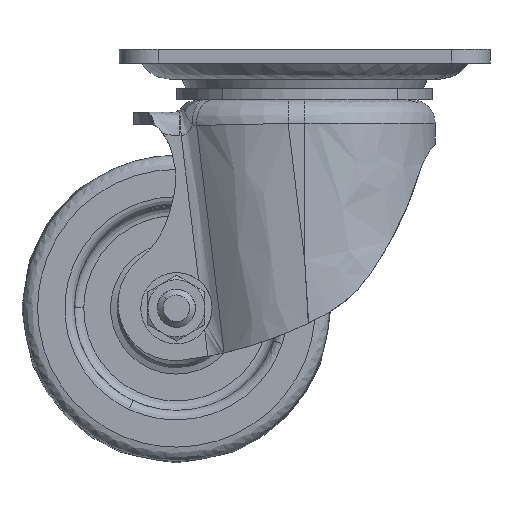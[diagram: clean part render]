
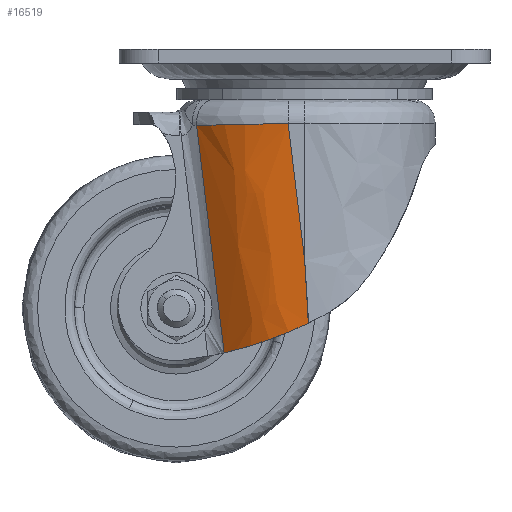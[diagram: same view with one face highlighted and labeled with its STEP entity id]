
A CAD part, front view. The second image highlights one B-rep face of the part: STEP entity #16519.
In plain terms, the highlighted free-form (B-spline) face has degree [1, 2] with [2, 3] control points.
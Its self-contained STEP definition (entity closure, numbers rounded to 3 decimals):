
#12715=CARTESIAN_POINT('',(-3.486,-27.5,-15.599));
#12716=VERTEX_POINT('',#12715);
#12818=CARTESIAN_POINT('',(-22.747,-19.715,-16.018));
#12819=VERTEX_POINT('',#12818);
#12834=CARTESIAN_POINT('',(-3.486,-27.5,-15.599));
#12835=CARTESIAN_POINT('',(-4.817,-27.501,-15.628));
#12836=CARTESIAN_POINT('',(-7.756,-27.29,-15.692));
#12837=CARTESIAN_POINT('',(-11.875,-26.321,-15.781));
#12838=CARTESIAN_POINT('',(-15.632,-24.789,-15.863));
#12839=CARTESIAN_POINT('',(-19.251,-22.721,-15.942));
#12840=CARTESIAN_POINT('',(-21.511,-20.911,-15.991));
#12841=CARTESIAN_POINT('',(-22.747,-19.715,-16.018));
#12842=B_SPLINE_CURVE_WITH_KNOTS('',3,(#12834,#12835,#12836,#12837,#12838,#12839,#12840,#12841),.UNSPECIFIED.,.F.,.U.,(4,1,1,1,1,4),(0.,3.994,8.819,12.646,16.141,21.299),.UNSPECIFIED.);
#12843=EDGE_CURVE('',#12716,#12819,#12842,.T.);
#15051=CARTESIAN_POINT('',(0.765,-27.488,-57.638));
#15052=VERTEX_POINT('',#15051);
#15058=CARTESIAN_POINT('',(0.0,-27.5,-44.438));
#15059=VERTEX_POINT('',#15058);
#15065=CARTESIAN_POINT('',(0.765,-27.488,-57.638));
#15066=CARTESIAN_POINT('',(0.0,-27.5,-44.438));
#15067=QUASI_UNIFORM_CURVE('',1,(#15065,#15066),.UNSPECIFIED.,.F.,.U.);
#15068=EDGE_CURVE('',#15052,#15059,#15067,.T.);
#15129=CARTESIAN_POINT('',(-16.961,-19.715,-63.875));
#15130=VERTEX_POINT('',#15129);
#15140=CARTESIAN_POINT('',(-22.747,-19.715,-16.018));
#15141=CARTESIAN_POINT('',(-16.961,-19.715,-63.875));
#15142=QUASI_UNIFORM_CURVE('',1,(#15140,#15141),.UNSPECIFIED.,.F.,.U.);
#15143=EDGE_CURVE('',#12819,#15130,#15142,.T.);
#15350=CARTESIAN_POINT('',(0.765,-27.488,-57.638));
#15351=CARTESIAN_POINT('',(0.374,-27.475,-57.827));
#15352=CARTESIAN_POINT('',(-0.02,-27.454,-58.014));
#15353=CARTESIAN_POINT('',(-0.615,-27.407,-58.29));
#15354=CARTESIAN_POINT('',(-0.814,-27.389,-58.381));
#15355=CARTESIAN_POINT('',(-1.21,-27.348,-58.561));
#15356=CARTESIAN_POINT('',(-1.408,-27.325,-58.65));
#15357=CARTESIAN_POINT('',(-2.397,-27.2,-59.09));
#15358=CARTESIAN_POINT('',(-3.184,-27.062,-59.426));
#15359=CARTESIAN_POINT('',(-4.749,-26.712,-60.067));
#15360=CARTESIAN_POINT('',(-5.528,-26.499,-60.372));
#15361=CARTESIAN_POINT('',(-7.075,-25.997,-60.952));
#15362=CARTESIAN_POINT('',(-7.843,-25.708,-61.227));
#15363=CARTESIAN_POINT('',(-8.987,-25.215,-61.619));
#15364=CARTESIAN_POINT('',(-9.368,-25.04,-61.746));
#15365=CARTESIAN_POINT('',(-10.125,-24.67,-61.993));
#15366=CARTESIAN_POINT('',(-10.498,-24.476,-62.112));
#15367=CARTESIAN_POINT('',(-11.604,-23.87,-62.456));
#15368=CARTESIAN_POINT('',(-12.322,-23.431,-62.668));
#15369=CARTESIAN_POINT('',(-13.718,-22.486,-63.062));
#15370=CARTESIAN_POINT('',(-14.396,-21.98,-63.244));
#15371=CARTESIAN_POINT('',(-15.71,-20.9,-63.579));
#15372=CARTESIAN_POINT('',(-16.347,-20.325,-63.733));
#15373=CARTESIAN_POINT('',(-16.961,-19.715,-63.875));
#15374=B_SPLINE_CURVE_WITH_KNOTS('',3,(#15350,#15351,#15352,#15353,#15354,#15355,#15356,#15357,#15358,#15359,#15360,#15361,#15362,#15363,#15364,#15365,#15366,#15367,#15368,#15369,#15370,#15371,#15372,#15373),.UNSPECIFIED.,.F.,.U.,(4,2,2,2,2,2,2,2,2,2,2,4),(0.0,0.063,0.094,0.125,0.25,0.375,0.5,0.563,0.625,0.75,0.875,1.0),.UNSPECIFIED.);
#15375=EDGE_CURVE('',#15052,#15130,#15374,.T.);
#16239=CARTESIAN_POINT('',(0.0,-27.5,-44.438));
#16240=CARTESIAN_POINT('',(-3.486,-27.5,-15.599));
#16241=QUASI_UNIFORM_CURVE('',1,(#16239,#16240),.UNSPECIFIED.,.F.,.U.);
#16242=EDGE_CURVE('',#15059,#12716,#16241,.T.);
#16498=CARTESIAN_POINT('',(2.931,-27.491,-62.684));
#16499=CARTESIAN_POINT('',(-3.148,-27.491,-12.404));
#16500=CARTESIAN_POINT('',(-9.178,-27.81,-64.148));
#16501=CARTESIAN_POINT('',(-15.256,-27.81,-13.868));
#16502=CARTESIAN_POINT('',(-17.538,-18.982,-65.159));
#16503=CARTESIAN_POINT('',(-23.617,-18.982,-14.879));
#16511=(BOUNDED_SURFACE()B_SPLINE_SURFACE(1,2,((#16498,#16500,#16502),(#16499,#16501,#16503)),.UNSPECIFIED.,.F.,.F.,.U.)B_SPLINE_SURFACE_WITH_KNOTS((2,2),(3,3),(0.0,50.646),(0.0,23.307),.UNSPECIFIED.)GEOMETRIC_REPRESENTATION_ITEM()RATIONAL_B_SPLINE_SURFACE(((1.0,0.912,0.996),(1.0,0.912,0.996)))REPRESENTATION_ITEM('')SURFACE());
#16512=ORIENTED_EDGE('',*,*,#16242,.T.);
#16513=ORIENTED_EDGE('',*,*,#12843,.T.);
#16514=ORIENTED_EDGE('',*,*,#15143,.T.);
#16515=ORIENTED_EDGE('',*,*,#15375,.F.);
#16516=ORIENTED_EDGE('',*,*,#15068,.T.);
#16517=EDGE_LOOP('',(#16512,#16513,#16514,#16515,#16516));
#16518=FACE_OUTER_BOUND('',#16517,.T.);
#16519=ADVANCED_FACE('',(#16518),#16511,.T.);
